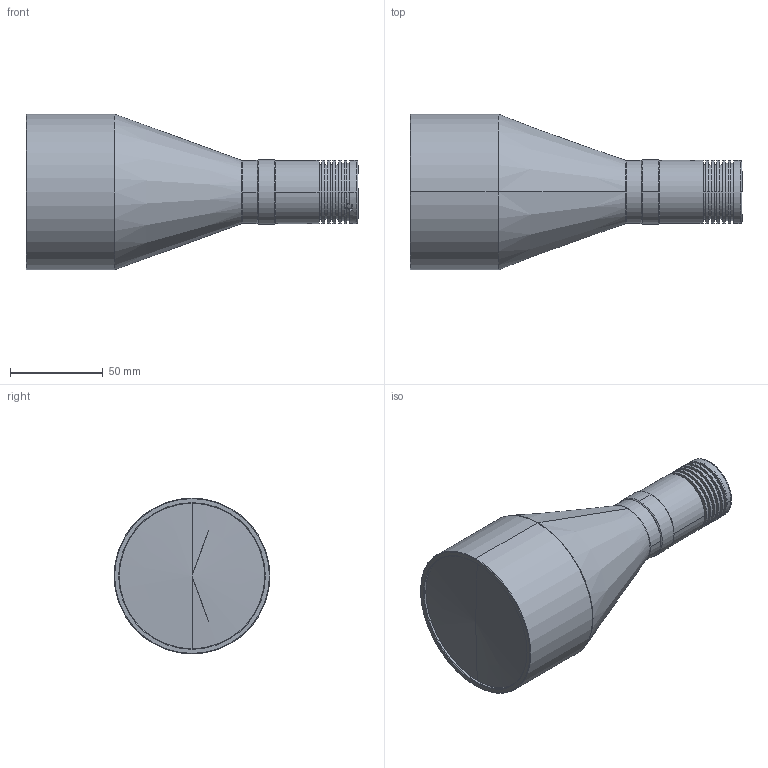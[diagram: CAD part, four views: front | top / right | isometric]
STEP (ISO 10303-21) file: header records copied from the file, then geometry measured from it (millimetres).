
FILE_DESCRIPTION (( 'STEP AP203' ), '1' );
FILE_NAME ('DTCL-64H.STEP', '2021-05-29T08:33:55', ( '' ), ( '' ), 'SwSTEP 2.0', 'SolidWorks 2017', '' );
FILE_SCHEMA (( 'CONFIG_CONTROL_DESIGN' ));
Length unit declared in the file: millimetre
Products named in the file (1): DTCL-64H
Bounding box: 178.91 x 84 x 84 mm (x, y, z)
Volume: 512855.3 mm3; surface area: 42604.2 mm2
Topology: 1 solids, 1 shells, 131 faces, 325 edges, 207 vertices
Faces by surface type: cylinder 70, cone 28, plane 27, bspline 6
Entity records: 4388 total; most frequent: CARTESIAN_POINT 1202, DIRECTION 689, ORIENTED_EDGE 638, EDGE_CURVE 319, AXIS2_PLACEMENT_3D 289, VERTEX_POINT 205, CIRCLE 166, EDGE_LOOP 148
